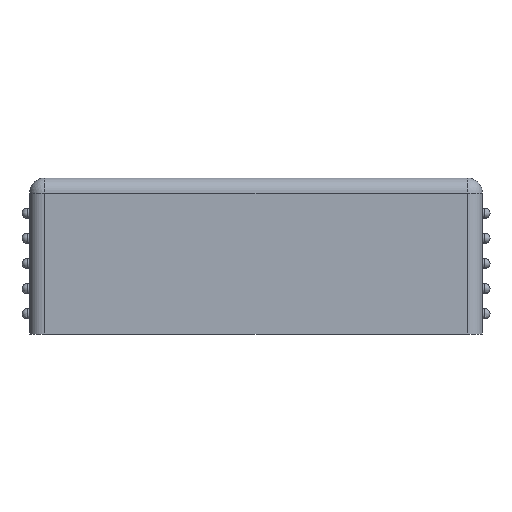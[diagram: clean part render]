
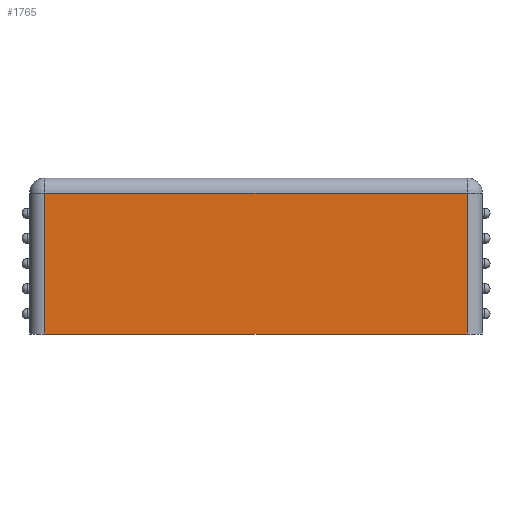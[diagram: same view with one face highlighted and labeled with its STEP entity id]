
A CAD part, front view. The second image highlights one B-rep face of the part: STEP entity #1765.
In plain terms, the highlighted planar face has unit normal (0, -1, 0).
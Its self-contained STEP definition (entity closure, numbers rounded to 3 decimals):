
#41=PLANE('',#1950);
#98=LINE('',#2820,#250);
#100=LINE('',#2827,#252);
#101=LINE('',#2829,#253);
#122=LINE('',#2923,#274);
#250=VECTOR('',#2209,10.);
#252=VECTOR('',#2217,10.);
#253=VECTOR('',#2220,10.);
#274=VECTOR('',#2299,10.);
#450=FACE_OUTER_BOUND('',#579,.T.);
#579=EDGE_LOOP('',(#1340,#1341,#1342,#1343));
#796=VERTEX_POINT('',#2744);
#801=VERTEX_POINT('',#2760);
#825=VERTEX_POINT('',#2819);
#827=VERTEX_POINT('',#2825);
#991=EDGE_CURVE('',#801,#825,#98,.T.);
#995=EDGE_CURVE('',#827,#796,#100,.T.);
#996=EDGE_CURVE('',#796,#801,#101,.T.);
#1043=EDGE_CURVE('',#825,#827,#122,.T.);
#1340=ORIENTED_EDGE('',*,*,#995,.F.);
#1341=ORIENTED_EDGE('',*,*,#1043,.F.);
#1342=ORIENTED_EDGE('',*,*,#991,.F.);
#1343=ORIENTED_EDGE('',*,*,#996,.F.);
#1765=ADVANCED_FACE('',(#450),#41,.T.);
#1950=AXIS2_PLACEMENT_3D('',#2932,#2304,#2305);
#2209=DIRECTION('',(0.,0.,-1.));
#2217=DIRECTION('',(0.,0.,1.));
#2220=DIRECTION('',(1.,0.,0.));
#2299=DIRECTION('',(-1.,0.,0.));
#2304=DIRECTION('center_axis',(0.,-1.,0.));
#2305=DIRECTION('ref_axis',(1.,0.,0.));
#2744=CARTESIAN_POINT('',(-42.038,-26.048,20.));
#2760=CARTESIAN_POINT('',(41.962,-26.048,20.));
#2819=CARTESIAN_POINT('',(41.962,-26.048,-8.));
#2820=CARTESIAN_POINT('',(41.962,-26.048,20.));
#2825=CARTESIAN_POINT('',(-42.038,-26.048,-8.));
#2827=CARTESIAN_POINT('',(-42.038,-26.048,20.));
#2829=CARTESIAN_POINT('',(-21.538,-26.048,20.));
#2923=CARTESIAN_POINT('',(-43.038,-26.048,-8.));
#2932=CARTESIAN_POINT('Origin',(-43.038,-26.048,20.));
